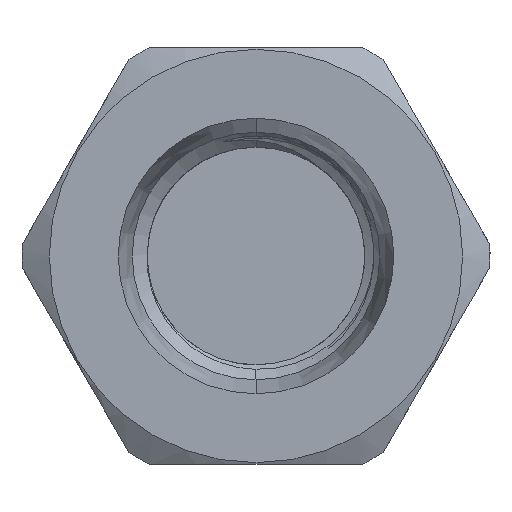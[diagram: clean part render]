
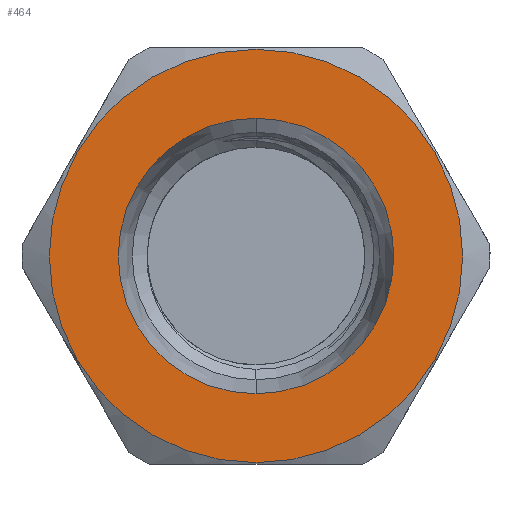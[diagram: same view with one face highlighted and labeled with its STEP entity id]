
A CAD part, left-side view. The second image highlights one B-rep face of the part: STEP entity #464.
In plain terms, the highlighted planar face has unit normal (-1, 0, 0).
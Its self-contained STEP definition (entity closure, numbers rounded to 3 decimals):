
#464 = ADVANCED_FACE ( 'NONE', ( #684, #623 ), #3362, .F. ) ;
#623 = FACE_OUTER_BOUND ( 'NONE', #1271, .T. ) ;
#684 = FACE_BOUND ( 'NONE', #1676, .T. ) ;
#1051 = AXIS2_PLACEMENT_3D ( 'NONE', #3359, #3364, #3365 ) ;
#1130 = VERTEX_POINT ( 'NONE', #5720 ) ;
#1137 = VERTEX_POINT ( 'NONE', #5724 ) ;
#1213 = VERTEX_POINT ( 'NONE', #5752 ) ;
#1271 = EDGE_LOOP ( 'NONE', ( #9889, #9830 ) ) ;
#1415 = VERTEX_POINT ( 'NONE', #5868 ) ;
#1676 = EDGE_LOOP ( 'NONE', ( #9649, #9913 ) ) ;
#3359 = CARTESIAN_POINT ( 'NONE',  ( -29.375, 0., 0. ) ) ;
#3362 = PLANE ( 'NONE',  #1051 ) ;
#3364 = DIRECTION ( 'NONE',  ( 1., 0., 0. ) ) ;
#3365 = DIRECTION ( 'NONE',  ( 0., 0., -1. ) ) ;
#3905 = CIRCLE ( 'NONE', #9345, 6.3 ) ;
#3939 = CIRCLE ( 'NONE', #9256, 6.3 ) ;
#3999 = CIRCLE ( 'NONE', #9283, 9.45 ) ;
#4010 = CIRCLE ( 'NONE', #9248, 9.45 ) ;
#5720 = CARTESIAN_POINT ( 'NONE',  ( -29.375, 0., 9.45 ) ) ;
#5724 = CARTESIAN_POINT ( 'NONE',  ( -29.375, 0., -6.3 ) ) ;
#5752 = CARTESIAN_POINT ( 'NONE',  ( -29.375, 0., 6.3 ) ) ;
#5868 = CARTESIAN_POINT ( 'NONE',  ( -29.375, 0., -9.45 ) ) ;
#6913 = CARTESIAN_POINT ( 'NONE',  ( -29.375, 0., 0. ) ) ;
#6914 = DIRECTION ( 'NONE',  ( 1., 0., 0. ) ) ;
#6915 = DIRECTION ( 'NONE',  ( 0., 0., -1. ) ) ;
#7207 = CARTESIAN_POINT ( 'NONE',  ( -29.375, 0., 0. ) ) ;
#7208 = DIRECTION ( 'NONE',  ( 1., 0., 0. ) ) ;
#7209 = DIRECTION ( 'NONE',  ( 0., 0., -1. ) ) ;
#7329 = CARTESIAN_POINT ( 'NONE',  ( -29.375, 0., 0. ) ) ;
#7330 = DIRECTION ( 'NONE',  ( 1., 0., 0. ) ) ;
#7331 = DIRECTION ( 'NONE',  ( 0., 0., -1. ) ) ;
#7396 = CARTESIAN_POINT ( 'NONE',  ( -29.375, 0., 0. ) ) ;
#7397 = DIRECTION ( 'NONE',  ( 1., 0., 0. ) ) ;
#7398 = DIRECTION ( 'NONE',  ( 0., 0., -1. ) ) ;
#8960 = EDGE_CURVE ( 'NONE', #1213, #1137, #3905, .T. ) ;
#9011 = EDGE_CURVE ( 'NONE', #1415, #1130, #3999, .T. ) ;
#9043 = EDGE_CURVE ( 'NONE', #1137, #1213, #3939, .T. ) ;
#9055 = EDGE_CURVE ( 'NONE', #1130, #1415, #4010, .T. ) ;
#9248 = AXIS2_PLACEMENT_3D ( 'NONE', #7396, #7397, #7398 ) ;
#9256 = AXIS2_PLACEMENT_3D ( 'NONE', #7329, #7330, #7331 ) ;
#9283 = AXIS2_PLACEMENT_3D ( 'NONE', #7207, #7208, #7209 ) ;
#9345 = AXIS2_PLACEMENT_3D ( 'NONE', #6913, #6914, #6915 ) ;
#9649 = ORIENTED_EDGE ( 'NONE', *, *, #8960, .T. ) ;
#9830 = ORIENTED_EDGE ( 'NONE', *, *, #9055, .F. ) ;
#9889 = ORIENTED_EDGE ( 'NONE', *, *, #9011, .F. ) ;
#9913 = ORIENTED_EDGE ( 'NONE', *, *, #9043, .T. ) ;
